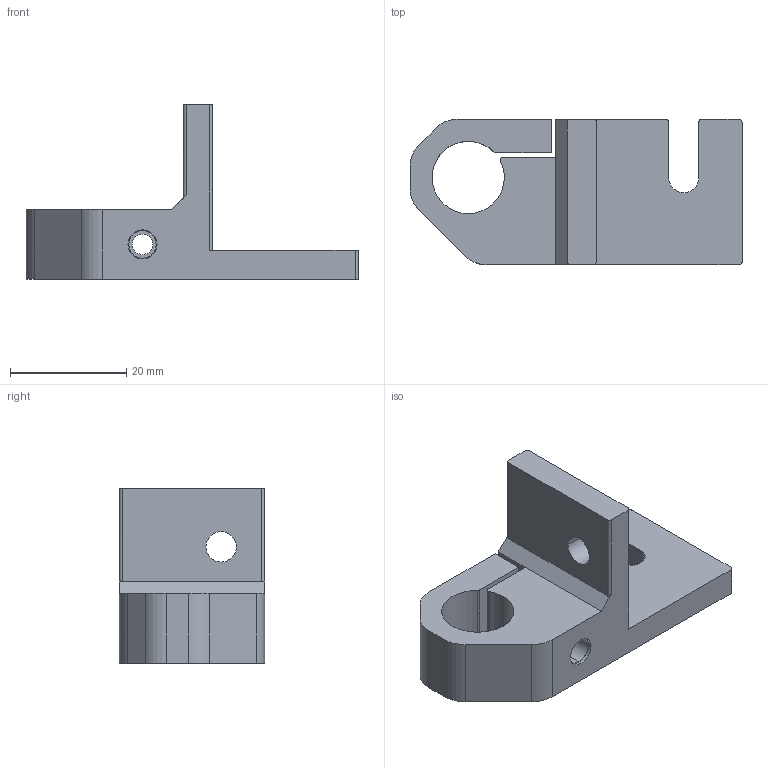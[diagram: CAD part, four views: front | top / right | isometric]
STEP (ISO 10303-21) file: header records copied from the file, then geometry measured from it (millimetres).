
FILE_DESCRIPTION (( 'STEP AP214' ), '1' );
FILE_NAME ('Z_Axis_Linear_Rail_Bracket_-_Left_1.0.STEP', '2017-06-21T11:06:30', ( '' ), ( '' ), 'SwSTEP 2.0', 'SolidWorks 2014', '' );
FILE_SCHEMA (( 'AUTOMOTIVE_DESIGN' ));
Length unit declared in the file: millimetre
Products named in the file (1): Z_Axis_Linear_Rail_Bracket_-_Left_1.0
Bounding box: 57 x 25 x 30 mm (x, y, z)
Volume: 11764.9 mm3; surface area: 6040.5 mm2
Topology: 1 solids, 1 shells, 52 faces, 143 edges, 95 vertices
Faces by surface type: cylinder 29, plane 23
Entity records: 1721 total; most frequent: DIRECTION 303, CARTESIAN_POINT 297, ORIENTED_EDGE 286, EDGE_CURVE 143, AXIS2_PLACEMENT_3D 109, VERTEX_POINT 95, VECTOR 85, LINE 85
